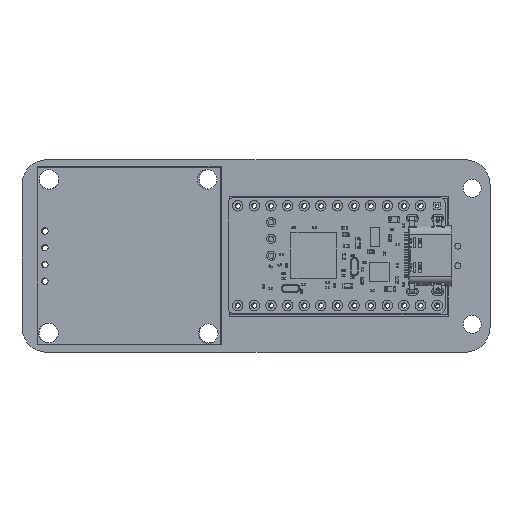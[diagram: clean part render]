
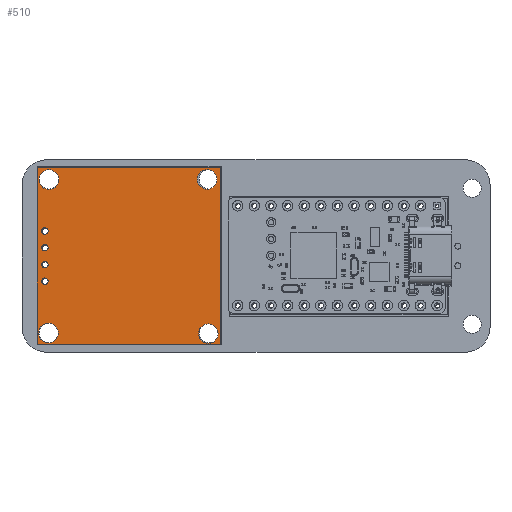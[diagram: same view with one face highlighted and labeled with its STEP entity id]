
A CAD part, top view. The second image highlights one B-rep face of the part: STEP entity #510.
In plain terms, the highlighted planar face has unit normal (0, 0, 1).
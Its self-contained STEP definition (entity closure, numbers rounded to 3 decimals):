
#93 = VERTEX_POINT('',#94);
#94 = CARTESIAN_POINT('',(-13.475,13.98,3.75));
#100 = EDGE_CURVE('',#93,#101,#103,.T.);
#101 = VERTEX_POINT('',#102);
#102 = CARTESIAN_POINT('',(-13.475,-14.02,3.75));
#103 = LINE('',#104,#105);
#104 = CARTESIAN_POINT('',(-13.475,13.98,3.75));
#105 = VECTOR('',#106,1.);
#106 = DIRECTION('',(0.,-1.,0.));
#131 = EDGE_CURVE('',#101,#132,#134,.T.);
#132 = VERTEX_POINT('',#133);
#133 = CARTESIAN_POINT('',(13.525,-14.02,3.75));
#134 = LINE('',#135,#136);
#135 = CARTESIAN_POINT('',(-13.475,-14.02,3.75));
#136 = VECTOR('',#137,1.);
#137 = DIRECTION('',(1.,0.,0.));
#164 = VERTEX_POINT('',#165);
#165 = CARTESIAN_POINT('',(13.525,13.98,3.75));
#171 = EDGE_CURVE('',#164,#132,#172,.T.);
#172 = LINE('',#173,#174);
#173 = CARTESIAN_POINT('',(13.525,13.98,3.75));
#174 = VECTOR('',#175,1.);
#175 = DIRECTION('',(0.,-1.,0.));
#193 = EDGE_CURVE('',#164,#93,#194,.T.);
#194 = LINE('',#195,#196);
#195 = CARTESIAN_POINT('',(13.525,13.98,3.75));
#196 = VECTOR('',#197,1.);
#197 = DIRECTION('',(-1.,0.,0.));
#224 = VERTEX_POINT('',#225);
#225 = CARTESIAN_POINT('',(13.215,-11.977,3.75));
#231 = EDGE_CURVE('',#224,#224,#232,.T.);
#232 = CIRCLE('',#233,1.5);
#233 = AXIS2_PLACEMENT_3D('',#234,#235,#236);
#234 = CARTESIAN_POINT('',(11.715,-11.977,3.75));
#235 = DIRECTION('',(0.,0.,1.));
#236 = DIRECTION('',(1.,0.,-0.));
#257 = VERTEX_POINT('',#258);
#258 = CARTESIAN_POINT('',(-10.362,-12.166,3.75));
#264 = EDGE_CURVE('',#257,#257,#265,.T.);
#265 = CIRCLE('',#266,1.5);
#266 = AXIS2_PLACEMENT_3D('',#267,#268,#269);
#267 = CARTESIAN_POINT('',(-11.862,-12.166,3.75));
#268 = DIRECTION('',(0.,0.,1.));
#269 = DIRECTION('',(1.,0.,-0.));
#290 = VERTEX_POINT('',#291);
#291 = CARTESIAN_POINT('',(13.194,12.202,3.75));
#297 = EDGE_CURVE('',#290,#290,#298,.T.);
#298 = CIRCLE('',#299,1.5);
#299 = AXIS2_PLACEMENT_3D('',#300,#301,#302);
#300 = CARTESIAN_POINT('',(11.694,12.202,3.75));
#301 = DIRECTION('',(0.,0.,1.));
#302 = DIRECTION('',(1.,0.,-0.));
#323 = VERTEX_POINT('',#324);
#324 = CARTESIAN_POINT('',(-10.27,12.266,3.75));
#330 = EDGE_CURVE('',#323,#323,#331,.T.);
#331 = CIRCLE('',#332,1.5);
#332 = AXIS2_PLACEMENT_3D('',#333,#334,#335);
#333 = CARTESIAN_POINT('',(-11.77,12.266,3.75));
#334 = DIRECTION('',(0.,0.,1.));
#335 = DIRECTION('',(1.,0.,-0.));
#356 = VERTEX_POINT('',#357);
#357 = CARTESIAN_POINT('',(-3.347,12.821,3.75));
#363 = EDGE_CURVE('',#356,#356,#364,.T.);
#364 = CIRCLE('',#365,0.5);
#365 = AXIS2_PLACEMENT_3D('',#366,#367,#368);
#366 = CARTESIAN_POINT('',(-3.847,12.821,3.75));
#367 = DIRECTION('',(0.,0.,1.));
#368 = DIRECTION('',(1.,0.,-0.));
#389 = VERTEX_POINT('',#390);
#390 = CARTESIAN_POINT('',(1.789,12.822,3.75));
#396 = EDGE_CURVE('',#389,#389,#397,.T.);
#397 = CIRCLE('',#398,0.5);
#398 = AXIS2_PLACEMENT_3D('',#399,#400,#401);
#399 = CARTESIAN_POINT('',(1.289,12.822,3.75));
#400 = DIRECTION('',(0.,0.,1.));
#401 = DIRECTION('',(1.,0.,-0.));
#422 = VERTEX_POINT('',#423);
#423 = CARTESIAN_POINT('',(-0.803,12.822,3.75));
#429 = EDGE_CURVE('',#422,#422,#430,.T.);
#430 = CIRCLE('',#431,0.5);
#431 = AXIS2_PLACEMENT_3D('',#432,#433,#434);
#432 = CARTESIAN_POINT('',(-1.303,12.822,3.75));
#433 = DIRECTION('',(0.,0.,1.));
#434 = DIRECTION('',(1.,0.,-0.));
#455 = VERTEX_POINT('',#456);
#456 = CARTESIAN_POINT('',(4.326,12.819,3.75));
#462 = EDGE_CURVE('',#455,#455,#463,.T.);
#463 = CIRCLE('',#464,0.5);
#464 = AXIS2_PLACEMENT_3D('',#465,#466,#467);
#465 = CARTESIAN_POINT('',(3.826,12.819,3.75));
#466 = DIRECTION('',(0.,0.,1.));
#467 = DIRECTION('',(1.,0.,-0.));
#510 = ADVANCED_FACE('',(#511,#517,#520,#523,#526,#529,#532,#535,#538),
  #541,.T.);
#511 = FACE_BOUND('',#512,.T.);
#512 = EDGE_LOOP('',(#513,#514,#515,#516));
#513 = ORIENTED_EDGE('',*,*,#100,.T.);
#514 = ORIENTED_EDGE('',*,*,#131,.T.);
#515 = ORIENTED_EDGE('',*,*,#171,.F.);
#516 = ORIENTED_EDGE('',*,*,#193,.T.);
#517 = FACE_BOUND('',#518,.F.);
#518 = EDGE_LOOP('',(#519));
#519 = ORIENTED_EDGE('',*,*,#231,.T.);
#520 = FACE_BOUND('',#521,.F.);
#521 = EDGE_LOOP('',(#522));
#522 = ORIENTED_EDGE('',*,*,#264,.T.);
#523 = FACE_BOUND('',#524,.F.);
#524 = EDGE_LOOP('',(#525));
#525 = ORIENTED_EDGE('',*,*,#297,.T.);
#526 = FACE_BOUND('',#527,.F.);
#527 = EDGE_LOOP('',(#528));
#528 = ORIENTED_EDGE('',*,*,#330,.T.);
#529 = FACE_BOUND('',#530,.F.);
#530 = EDGE_LOOP('',(#531));
#531 = ORIENTED_EDGE('',*,*,#363,.T.);
#532 = FACE_BOUND('',#533,.F.);
#533 = EDGE_LOOP('',(#534));
#534 = ORIENTED_EDGE('',*,*,#396,.T.);
#535 = FACE_BOUND('',#536,.F.);
#536 = EDGE_LOOP('',(#537));
#537 = ORIENTED_EDGE('',*,*,#429,.T.);
#538 = FACE_BOUND('',#539,.F.);
#539 = EDGE_LOOP('',(#540));
#540 = ORIENTED_EDGE('',*,*,#462,.T.);
#541 = PLANE('',#542);
#542 = AXIS2_PLACEMENT_3D('',#543,#544,#545);
#543 = CARTESIAN_POINT('',(0.006,0.881,3.75));
#544 = DIRECTION('',(0.,0.,1.));
#545 = DIRECTION('',(1.,0.,-0.));
